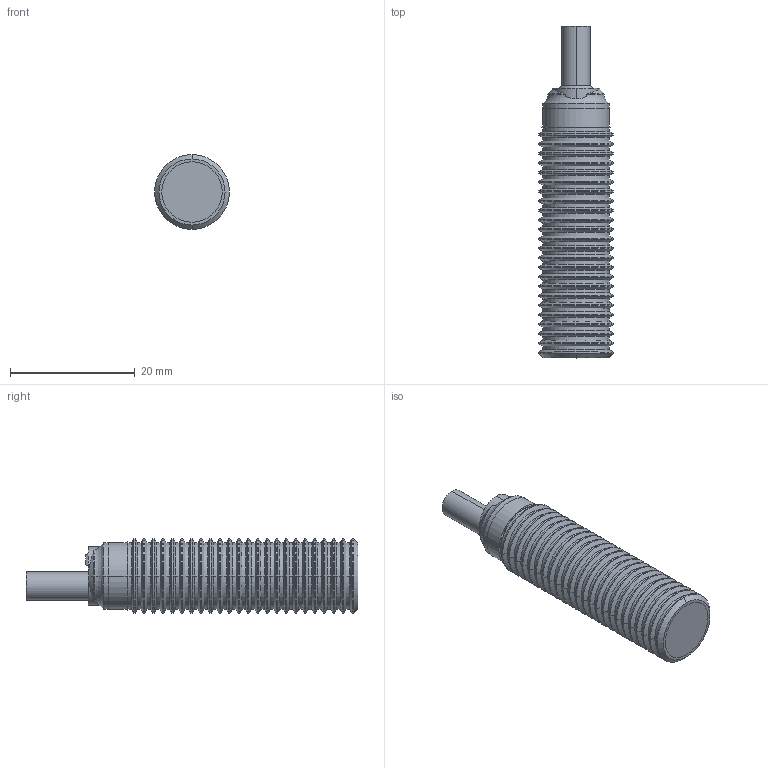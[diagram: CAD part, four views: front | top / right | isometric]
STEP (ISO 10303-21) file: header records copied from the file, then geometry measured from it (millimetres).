
FILE_DESCRIPTION(('STEP AP214'),'1');
FILE_NAME('cctmp_F2216312-9F82-48B2-B9D4-F316D98555FE_2022_07_22_09_36_52_0802..stp','2022-07-22T07:36:52',('Pepperl+Fuchs GmbH'),('CADClick - www.CADClick.com'),'Spatial InterOp 3D',' ','unknown authorization');
FILE_SCHEMA(('AUTOMOTIVE_DESIGN'));
Length unit declared in the file: millimetre
Products named in the file (6): cc_unnamed; NBB4-12GM40-E0_4; NBB4-12GM40-E0_3; NBB4-12GM40-E0_2; NBB4-12GM40-E0_1; NBB4-12GM40-E0
Assembly tree (5 placements, depth 2):
  cc_unnamed
    NBB4-12GM40-E0_4
    NBB4-12GM40-E0_3
    NBB4-12GM40-E0_2
    NBB4-12GM40-E0_1
    NBB4-12GM40-E0
Bounding box: 12 x 53.21 x 12 mm (x, y, z)
Volume: 4745.3 mm3; surface area: 3693.8 mm2
Topology: 5 solids, 5 shells, 245 faces, 494 edges, 262 vertices
Faces by surface type: cylinder 111, cone 109, plane 17, torus 6, bspline 2
Entity records: 8653 total; most frequent: CARTESIAN_POINT 1361, DIRECTION 1224, ORIENTED_EDGE 984, AXIS2_PLACEMENT_3D 501, EDGE_CURVE 492, VERTEX_POINT 262, STYLED_ITEM 250, PRESENTATION_STYLE_ASSIGNMENT 250
